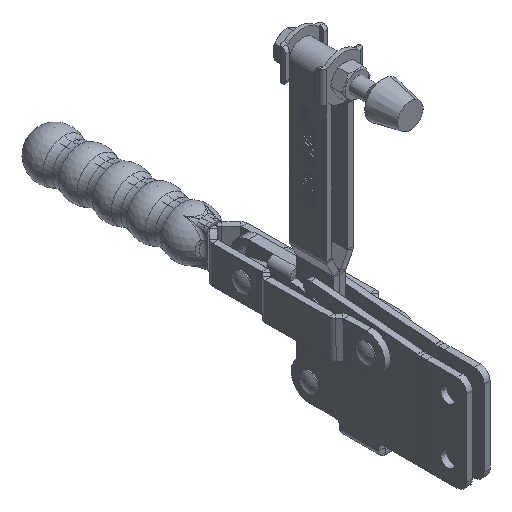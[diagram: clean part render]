
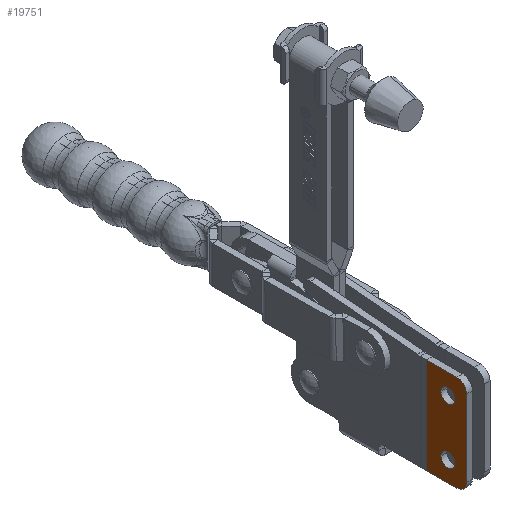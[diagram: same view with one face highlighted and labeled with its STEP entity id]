
A CAD part, isometric view. The second image highlights one B-rep face of the part: STEP entity #19751.
In plain terms, the highlighted planar face has unit normal (-1, 0, 0).
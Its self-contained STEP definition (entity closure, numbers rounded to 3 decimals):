
#3667 = CIRCLE ( 'NONE', #23584, 3.6 ) ;
#3673 = CIRCLE ( 'NONE', #23586, 3.6 ) ;
#3959 = LINE ( 'NONE', #9736, #3962 ) ;
#3961 = CIRCLE ( 'NONE', #23634, 5. ) ;
#3962 = VECTOR ( 'NONE', #9737, 1000. ) ;
#3967 = LINE ( 'NONE', #9748, #3970 ) ;
#3970 = VECTOR ( 'NONE', #9749, 1000. ) ;
#3973 = CIRCLE ( 'NONE', #23636, 5. ) ;
#3979 = CIRCLE ( 'NONE', #23639, 3.6 ) ;
#3981 = CIRCLE ( 'NONE', #23641, 3.6 ) ;
#3985 = LINE ( 'NONE', #9779, #3988 ) ;
#3987 = LINE ( 'NONE', #9781, #3990 ) ;
#3988 = VECTOR ( 'NONE', #9780, 1000. ) ;
#3990 = VECTOR ( 'NONE', #9782, 1000. ) ;
#4739 = CARTESIAN_POINT ( 'NONE',  ( -6., -17.192, 14.3 ) ) ;
#4740 = CARTESIAN_POINT ( 'NONE',  ( -6., -9.992, 14.3 ) ) ;
#4744 = CARTESIAN_POINT ( 'NONE',  ( -6., -17.192, 42.9 ) ) ;
#4745 = CARTESIAN_POINT ( 'NONE',  ( -6., -9.992, 42.9 ) ) ;
#7944 = FACE_BOUND ( 'NONE', #11604, .T. ) ;
#7948 = FACE_OUTER_BOUND ( 'NONE', #11612, .T. ) ;
#7950 = FACE_BOUND ( 'NONE', #11605, .T. ) ;
#9336 = CARTESIAN_POINT ( 'NONE',  ( -6., -13.592, 42.9 ) ) ;
#9337 = DIRECTION ( 'NONE',  ( -1., 0., 0. ) ) ;
#9338 = DIRECTION ( 'NONE',  ( 0., -1., 0. ) ) ;
#9346 = CARTESIAN_POINT ( 'NONE',  ( -6., -13.592, 14.3 ) ) ;
#9347 = DIRECTION ( 'NONE',  ( -1., 0., 0. ) ) ;
#9348 = DIRECTION ( 'NONE',  ( 0., -1., 0. ) ) ;
#9736 = CARTESIAN_POINT ( 'NONE',  ( -6., -2.642, 4. ) ) ;
#9737 = DIRECTION ( 'NONE',  ( 0., 0., 1. ) ) ;
#9740 = CARTESIAN_POINT ( 'NONE',  ( -6., -18.142, 9. ) ) ;
#9741 = DIRECTION ( 'NONE',  ( -1., 0., 0. ) ) ;
#9742 = DIRECTION ( 'NONE',  ( 0., 1., 0. ) ) ;
#9748 = CARTESIAN_POINT ( 'NONE',  ( -6., -23.142, 48.2 ) ) ;
#9749 = DIRECTION ( 'NONE',  ( 0., 0., 1. ) ) ;
#9754 = CARTESIAN_POINT ( 'NONE',  ( -6., -18.142, 48.2 ) ) ;
#9755 = DIRECTION ( 'NONE',  ( -1., 0., 0. ) ) ;
#9756 = DIRECTION ( 'NONE',  ( 0., 1., 0. ) ) ;
#9764 = CARTESIAN_POINT ( 'NONE',  ( -6., -13.592, 14.3 ) ) ;
#9765 = DIRECTION ( 'NONE',  ( -1., 0., 0. ) ) ;
#9766 = DIRECTION ( 'NONE',  ( 0., -1., 0. ) ) ;
#9774 = CARTESIAN_POINT ( 'NONE',  ( -6., -13.592, 42.9 ) ) ;
#9775 = DIRECTION ( 'NONE',  ( -1., 0., 0. ) ) ;
#9776 = DIRECTION ( 'NONE',  ( 0., -1., 0. ) ) ;
#9779 = CARTESIAN_POINT ( 'NONE',  ( -6., -2.142, 53.2 ) ) ;
#9780 = DIRECTION ( 'NONE',  ( 0., 1., 0. ) ) ;
#9781 = CARTESIAN_POINT ( 'NONE',  ( -6., -18.142, 4. ) ) ;
#9782 = DIRECTION ( 'NONE',  ( 0., -1., 0. ) ) ;
#11604 = EDGE_LOOP ( 'NONE', ( #16778, #16779 ) ) ;
#11605 = EDGE_LOOP ( 'NONE', ( #16780, #16781 ) ) ;
#11612 = EDGE_LOOP ( 'NONE', ( #16782, #16783, #16784, #16785, #16786, #16787 ) ) ;
#15622 = CARTESIAN_POINT ( 'NONE',  ( -6., -18.142, 53.2 ) ) ;
#15624 = CARTESIAN_POINT ( 'NONE',  ( -6., -23.142, 48.2 ) ) ;
#15632 = CARTESIAN_POINT ( 'NONE',  ( -6., -23.142, 9. ) ) ;
#15655 = CARTESIAN_POINT ( 'NONE',  ( -6., -18.142, 4. ) ) ;
#15813 = CARTESIAN_POINT ( 'NONE',  ( -6., -2.642, 4. ) ) ;
#15862 = CARTESIAN_POINT ( 'NONE',  ( -6., -2.642, 53.2 ) ) ;
#16778 = ORIENTED_EDGE ( 'NONE', *, *, #29898, .F. ) ;
#16779 = ORIENTED_EDGE ( 'NONE', *, *, #29711, .F. ) ;
#16780 = ORIENTED_EDGE ( 'NONE', *, *, #29896, .F. ) ;
#16781 = ORIENTED_EDGE ( 'NONE', *, *, #29715, .F. ) ;
#16782 = ORIENTED_EDGE ( 'NONE', *, *, #29901, .T. ) ;
#16783 = ORIENTED_EDGE ( 'NONE', *, *, #29884, .F. ) ;
#16784 = ORIENTED_EDGE ( 'NONE', *, *, #29902, .T. ) ;
#16785 = ORIENTED_EDGE ( 'NONE', *, *, #29885, .T. ) ;
#16786 = ORIENTED_EDGE ( 'NONE', *, *, #29889, .T. ) ;
#16787 = ORIENTED_EDGE ( 'NONE', *, *, #29892, .T. ) ;
#17588 = VERTEX_POINT ( 'NONE', #4745 ) ;
#17589 = VERTEX_POINT ( 'NONE', #4744 ) ;
#17592 = VERTEX_POINT ( 'NONE', #4740 ) ;
#17593 = VERTEX_POINT ( 'NONE', #4739 ) ;
#19751 = ADVANCED_FACE ( 'NONE', ( #7944, #7950, #7948 ), #25176, .T. ) ;
#21343 = VERTEX_POINT ( 'NONE', #15862 ) ;
#21344 = VERTEX_POINT ( 'NONE', #15813 ) ;
#21346 = VERTEX_POINT ( 'NONE', #15655 ) ;
#21349 = VERTEX_POINT ( 'NONE', #15632 ) ;
#21356 = VERTEX_POINT ( 'NONE', #15624 ) ;
#21358 = VERTEX_POINT ( 'NONE', #15622 ) ;
#23203 = AXIS2_PLACEMENT_3D ( 'NONE', #25178, #25185, #25174 ) ;
#23584 = AXIS2_PLACEMENT_3D ( 'NONE', #9336, #9337, #9338 ) ;
#23586 = AXIS2_PLACEMENT_3D ( 'NONE', #9346, #9347, #9348 ) ;
#23634 = AXIS2_PLACEMENT_3D ( 'NONE', #9740, #9741, #9742 ) ;
#23636 = AXIS2_PLACEMENT_3D ( 'NONE', #9754, #9755, #9756 ) ;
#23639 = AXIS2_PLACEMENT_3D ( 'NONE', #9764, #9765, #9766 ) ;
#23641 = AXIS2_PLACEMENT_3D ( 'NONE', #9774, #9775, #9776 ) ;
#25174 = DIRECTION ( 'NONE',  ( 0., 1., 0. ) ) ;
#25176 = PLANE ( 'NONE',  #23203 ) ;
#25178 = CARTESIAN_POINT ( 'NONE',  ( -6., -18.142, 48.2 ) ) ;
#25185 = DIRECTION ( 'NONE',  ( -1., 0., 0. ) ) ;
#29711 = EDGE_CURVE ( 'NONE', #17588, #17589, #3667, .T. ) ;
#29715 = EDGE_CURVE ( 'NONE', #17592, #17593, #3673, .T. ) ;
#29884 = EDGE_CURVE ( 'NONE', #21344, #21343, #3959, .T. ) ;
#29885 = EDGE_CURVE ( 'NONE', #21346, #21349, #3961, .T. ) ;
#29889 = EDGE_CURVE ( 'NONE', #21349, #21356, #3967, .T. ) ;
#29892 = EDGE_CURVE ( 'NONE', #21356, #21358, #3973, .T. ) ;
#29896 = EDGE_CURVE ( 'NONE', #17593, #17592, #3979, .T. ) ;
#29898 = EDGE_CURVE ( 'NONE', #17589, #17588, #3981, .T. ) ;
#29901 = EDGE_CURVE ( 'NONE', #21358, #21343, #3985, .T. ) ;
#29902 = EDGE_CURVE ( 'NONE', #21344, #21346, #3987, .T. ) ;
